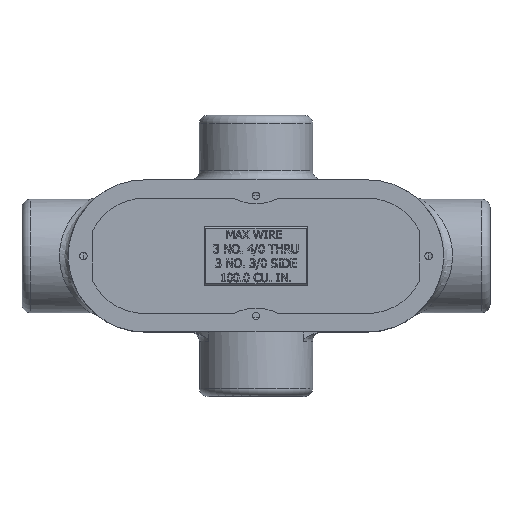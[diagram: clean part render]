
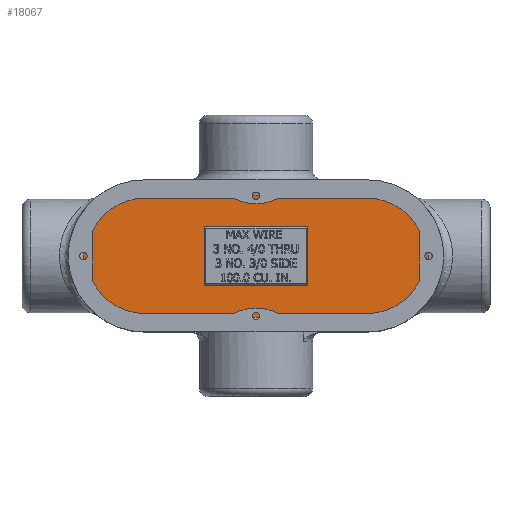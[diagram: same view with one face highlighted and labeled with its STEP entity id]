
A CAD part, top view. The second image highlights one B-rep face of the part: STEP entity #18067.
In plain terms, the highlighted planar face has unit normal (0, 0, 1).
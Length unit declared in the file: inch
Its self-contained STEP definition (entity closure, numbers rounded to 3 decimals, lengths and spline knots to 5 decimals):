
#38=PLANE('',#19166);
#622=LINE('',#25069,#2365);
#623=LINE('',#25078,#2366);
#624=LINE('',#25084,#2367);
#625=LINE('',#25086,#2368);
#626=LINE('',#25088,#2369);
#627=LINE('',#25089,#2370);
#2365=VECTOR('',#20169,0.3937);
#2366=VECTOR('',#20182,0.3937);
#2367=VECTOR('',#20189,0.3937);
#2368=VECTOR('',#20190,0.3937);
#2369=VECTOR('',#20191,0.3937);
#2370=VECTOR('',#20192,0.3937);
#5131=FACE_BOUND('',#6324,.T.);
#5316=FACE_OUTER_BOUND('',#6323,.T.);
#6323=EDGE_LOOP('',(#12125,#12126,#12127,#12128));
#6324=EDGE_LOOP('',(#12129,#12130,#12131,#12132));
#7448=CIRCLE('',#19161,1.611);
#7450=CIRCLE('',#19165,1.611);
#7626=VERTEX_POINT('',#25066);
#7627=VERTEX_POINT('',#25068);
#7628=VERTEX_POINT('',#25072);
#7629=VERTEX_POINT('',#25076);
#7630=VERTEX_POINT('',#25082);
#7631=VERTEX_POINT('',#25083);
#7632=VERTEX_POINT('',#25085);
#7633=VERTEX_POINT('',#25087);
#9405=EDGE_CURVE('',#7626,#7627,#622,.T.);
#9408=EDGE_CURVE('',#7627,#7628,#7448,.T.);
#9410=EDGE_CURVE('',#7628,#7629,#623,.T.);
#9411=EDGE_CURVE('',#7629,#7626,#7450,.T.);
#9412=EDGE_CURVE('',#7630,#7631,#624,.T.);
#9413=EDGE_CURVE('',#7631,#7632,#625,.T.);
#9414=EDGE_CURVE('',#7632,#7633,#626,.T.);
#9415=EDGE_CURVE('',#7633,#7630,#627,.T.);
#12125=ORIENTED_EDGE('',*,*,#9405,.F.);
#12126=ORIENTED_EDGE('',*,*,#9411,.F.);
#12127=ORIENTED_EDGE('',*,*,#9410,.F.);
#12128=ORIENTED_EDGE('',*,*,#9408,.F.);
#12129=ORIENTED_EDGE('',*,*,#9412,.T.);
#12130=ORIENTED_EDGE('',*,*,#9413,.T.);
#12131=ORIENTED_EDGE('',*,*,#9414,.T.);
#12132=ORIENTED_EDGE('',*,*,#9415,.T.);
#18067=ADVANCED_FACE('',(#5316,#5131),#38,.T.);
#19161=AXIS2_PLACEMENT_3D('',#25074,#20176,#20177);
#19165=AXIS2_PLACEMENT_3D('',#25080,#20185,#20186);
#19166=AXIS2_PLACEMENT_3D('',#25081,#20187,#20188);
#20169=DIRECTION('',(-1.,0.,0.));
#20176=DIRECTION('center_axis',(0.,0.,-1.));
#20177=DIRECTION('ref_axis',(-1.,0.,0.));
#20182=DIRECTION('',(1.,0.,0.));
#20185=DIRECTION('center_axis',(0.,0.,-1.));
#20186=DIRECTION('ref_axis',(1.,0.,0.));
#20187=DIRECTION('center_axis',(0.,0.,1.));
#20188=DIRECTION('ref_axis',(1.,0.,0.));
#20189=DIRECTION('',(0.,-1.,0.));
#20190=DIRECTION('',(-1.,0.,0.));
#20191=DIRECTION('',(0.,1.,0.));
#20192=DIRECTION('',(1.,0.,0.));
#25066=CARTESIAN_POINT('',(2.947,-1.611,-1.58));
#25068=CARTESIAN_POINT('',(-2.947,-1.611,-1.58));
#25069=CARTESIAN_POINT('',(1.4735,-1.611,-1.58));
#25072=CARTESIAN_POINT('',(-2.947,1.611,-1.58));
#25074=CARTESIAN_POINT('Origin',(-2.947,0.,-1.58));
#25076=CARTESIAN_POINT('',(2.947,1.611,-1.58));
#25078=CARTESIAN_POINT('',(-1.4735,1.611,-1.58));
#25080=CARTESIAN_POINT('Origin',(2.947,0.,-1.58));
#25081=CARTESIAN_POINT('Origin',(0.,0.,-1.58));
#25082=CARTESIAN_POINT('',(1.375,0.782,-1.58));
#25083=CARTESIAN_POINT('',(1.375,-0.782,-1.58));
#25084=CARTESIAN_POINT('',(1.375,0.391,-1.58));
#25085=CARTESIAN_POINT('',(-1.375,-0.782,-1.58));
#25086=CARTESIAN_POINT('',(0.6875,-0.782,-1.58));
#25087=CARTESIAN_POINT('',(-1.375,0.782,-1.58));
#25088=CARTESIAN_POINT('',(-1.375,-0.391,-1.58));
#25089=CARTESIAN_POINT('',(-0.6875,0.782,-1.58));
